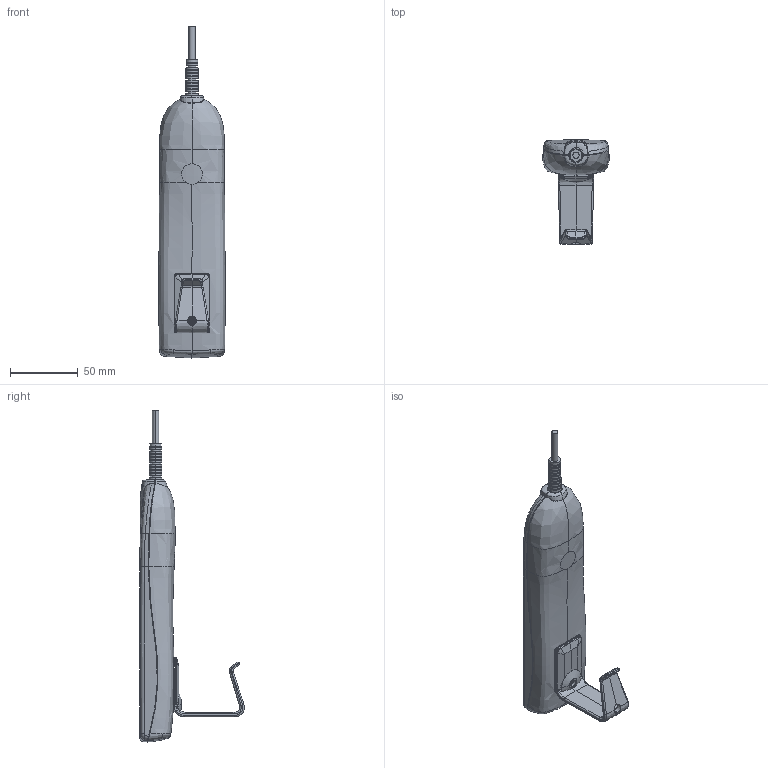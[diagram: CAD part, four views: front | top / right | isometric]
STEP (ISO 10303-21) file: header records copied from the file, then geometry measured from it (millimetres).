
FILE_DESCRIPTION (( 'STEP AP203' ), '1' );
FILE_NAME ('Swingline.STEP', '2011-04-07T05:10:20', ( '.' ), ( '.' ), 'SwSTEP 2.0', 'SolidWorks 2008', '' );
FILE_SCHEMA (( 'CONFIG_CONTROL_DESIGN' ));
Products named in the file (1): Swingline
Bounding box: 49.03 x 77.33 x 245.04 mm (x, y, z)
Volume: 211614.4 mm3; surface area: 34367.6 mm2
Topology: 1 solids, 1 shells, 538 faces, 1483 edges, 973 vertices
Faces by surface type: bspline 227, plane 142, cylinder 112, cone 55, sphere 2
Entity records: 35562 total; most frequent: CARTESIAN_POINT 24219, ORIENTED_EDGE 2966, EDGE_CURVE 1483, DIRECTION 1472, VERTEX_POINT 973, B_SPLINE_CURVE_WITH_KNOTS 678, EDGE_LOOP 566, ADVANCED_FACE 538
